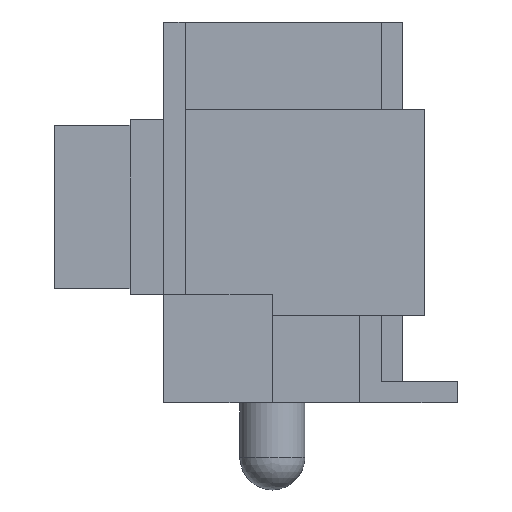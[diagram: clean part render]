
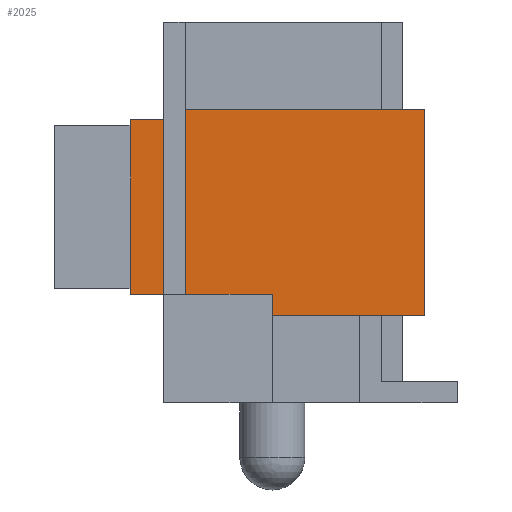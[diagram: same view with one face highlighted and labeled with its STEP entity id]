
A CAD part, left-side view. The second image highlights one B-rep face of the part: STEP entity #2025.
In plain terms, the highlighted planar face has unit normal (-1, 0, 0).
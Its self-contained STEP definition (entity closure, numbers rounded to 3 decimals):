
#114=FACE_OUTER_BOUND('',#230,.T.);
#230=EDGE_LOOP('',(#1610,#1611,#1612,#1613,#1614,#1615,#1616,#1617,#1618));
#378=LINE('',#2926,#649);
#415=LINE('',#3014,#686);
#419=LINE('',#3022,#690);
#428=LINE('',#3039,#699);
#432=LINE('',#3047,#703);
#433=LINE('',#3049,#704);
#457=LINE('',#3097,#728);
#458=LINE('',#3099,#729);
#459=LINE('',#3100,#730);
#649=VECTOR('',#2379,10.);
#686=VECTOR('',#2452,10.);
#690=VECTOR('',#2456,10.);
#699=VECTOR('',#2467,10.);
#703=VECTOR('',#2475,10.);
#704=VECTOR('',#2478,10.);
#728=VECTOR('',#2522,10.);
#729=VECTOR('',#2523,10.);
#730=VECTOR('',#2524,10.);
#891=VERTEX_POINT('',#2923);
#892=VERTEX_POINT('',#2925);
#925=VERTEX_POINT('',#3013);
#928=VERTEX_POINT('',#3019);
#929=VERTEX_POINT('',#3021);
#935=VERTEX_POINT('',#3035);
#938=VERTEX_POINT('',#3045);
#952=VERTEX_POINT('',#3096);
#953=VERTEX_POINT('',#3098);
#1106=EDGE_CURVE('',#892,#891,#378,.T.);
#1149=EDGE_CURVE('',#892,#925,#415,.T.);
#1153=EDGE_CURVE('',#928,#929,#419,.T.);
#1162=EDGE_CURVE('',#925,#935,#428,.T.);
#1166=EDGE_CURVE('',#928,#938,#432,.T.);
#1167=EDGE_CURVE('',#938,#935,#433,.F.);
#1191=EDGE_CURVE('',#952,#891,#457,.T.);
#1192=EDGE_CURVE('',#953,#952,#458,.T.);
#1193=EDGE_CURVE('',#929,#953,#459,.T.);
#1610=ORIENTED_EDGE('',*,*,#1149,.F.);
#1611=ORIENTED_EDGE('',*,*,#1106,.T.);
#1612=ORIENTED_EDGE('',*,*,#1191,.F.);
#1613=ORIENTED_EDGE('',*,*,#1192,.F.);
#1614=ORIENTED_EDGE('',*,*,#1193,.F.);
#1615=ORIENTED_EDGE('',*,*,#1153,.F.);
#1616=ORIENTED_EDGE('',*,*,#1166,.T.);
#1617=ORIENTED_EDGE('',*,*,#1167,.T.);
#1618=ORIENTED_EDGE('',*,*,#1162,.F.);
#1918=PLANE('',#2160);
#2025=ADVANCED_FACE('',(#114),#1918,.T.);
#2160=AXIS2_PLACEMENT_3D('',#3095,#2520,#2521);
#2379=DIRECTION('',(0.,-1.,0.));
#2452=DIRECTION('',(0.,0.,1.));
#2456=DIRECTION('',(0.,0.,1.));
#2467=DIRECTION('',(0.,1.,0.));
#2475=DIRECTION('',(0.,1.,0.));
#2478=DIRECTION('',(0.,0.,1.));
#2520=DIRECTION('center_axis',(-1.,0.,0.));
#2521=DIRECTION('ref_axis',(0.,0.,-1.));
#2522=DIRECTION('',(0.,0.,-1.));
#2523=DIRECTION('',(0.,-1.,0.));
#2524=DIRECTION('',(0.,-1.,0.));
#2923=CARTESIAN_POINT('',(-3.,-1.4,0.8));
#2925=CARTESIAN_POINT('',(-3.,0.8,0.8));
#2926=CARTESIAN_POINT('',(-3.,0.8,0.8));
#3013=CARTESIAN_POINT('',(-3.,0.8,1.));
#3014=CARTESIAN_POINT('',(-3.,0.8,0.8));
#3019=CARTESIAN_POINT('',(-3.,0.8,2.6));
#3021=CARTESIAN_POINT('',(-3.,0.8,2.7));
#3022=CARTESIAN_POINT('',(-3.,0.8,0.8));
#3035=CARTESIAN_POINT('',(-3.,1.3,1.));
#3039=CARTESIAN_POINT('',(-3.,0.8,1.));
#3045=CARTESIAN_POINT('',(-3.,1.3,2.6));
#3047=CARTESIAN_POINT('',(-3.,0.8,2.6));
#3049=CARTESIAN_POINT('',(-3.,1.3,1.4));
#3095=CARTESIAN_POINT('Origin',(-3.,0.8,2.7));
#3096=CARTESIAN_POINT('',(-3.,-1.4,2.7));
#3097=CARTESIAN_POINT('',(-3.,-1.4,0.8));
#3098=CARTESIAN_POINT('',(-3.,-1.,2.7));
#3099=CARTESIAN_POINT('',(-3.,0.8,2.7));
#3100=CARTESIAN_POINT('',(-3.,0.8,2.7));
